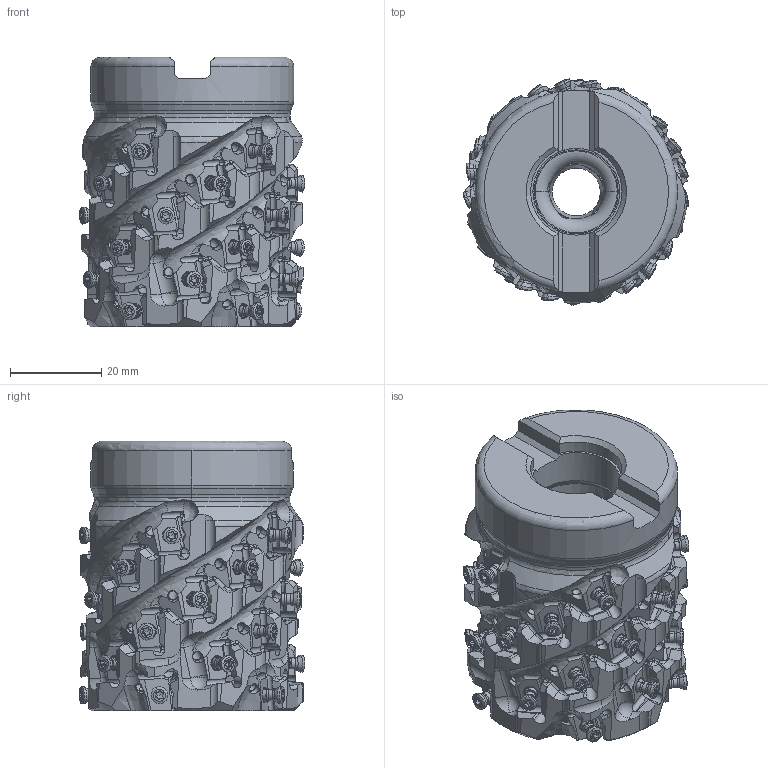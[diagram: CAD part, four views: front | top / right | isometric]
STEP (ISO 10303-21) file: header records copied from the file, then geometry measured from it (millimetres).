
FILE_DESCRIPTION(/* description */ (''),/* implementation_level */ '2;1');
FILE_NAME(/* name */ 'VPX200UR2_0005AA1630.stp',/* time_stamp */ '2021-06-22T11:12:43+09:00',/* author */ (''),/* organization */ (''),/* preprocessor_version */ 'ST-DEVELOPER v16',/* originating_system */ 'SIEMENS PLM Software NX 10.0',/* authorisation */ '');
FILE_SCHEMA (('AUTOMOTIVE_DESIGN { 1 0 10303 214 3 1 1 1 }'));
Products named in the file (1): VPX200UR2_0005AA1630_ASM
Bounding box: 49.47 x 49.56 x 59.12 mm (x, y, z)
Volume: 73549.2 mm3; surface area: 24377.8 mm2
Topology: 31 solids, 31 shells, 3230 faces, 9114 edges, 5822 vertices
Faces by surface type: cylinder 1466, plane 767, cone 432, torus 253, sphere 195, extrusion 70, bspline 47
Entity records: 131210 total; most frequent: CARTESIAN_POINT 50046, ORIENTED_EDGE 17748, DIRECTION 16108, EDGE_CURVE 8874, AXIS2_PLACEMENT_3D 6554, VERTEX_POINT 5789, EDGE_LOOP 3375, ADVANCED_FACE 3230
